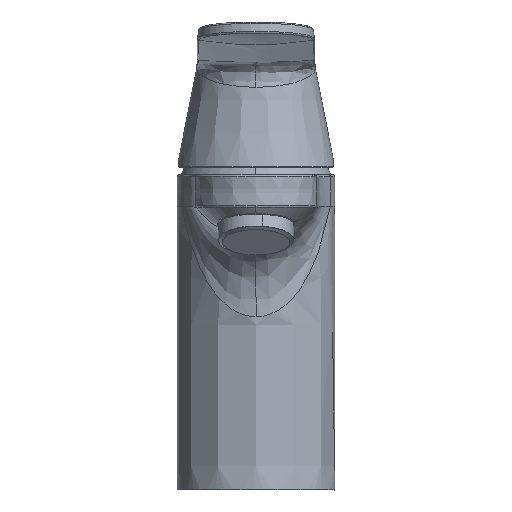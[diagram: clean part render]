
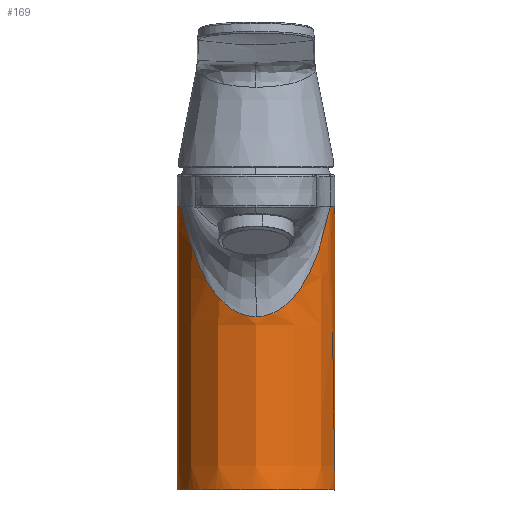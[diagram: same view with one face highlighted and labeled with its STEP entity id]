
A CAD part, left-side view. The second image highlights one B-rep face of the part: STEP entity #169.
In plain terms, the highlighted face is a extrusion surface.
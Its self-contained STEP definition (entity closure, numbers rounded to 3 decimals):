
#18=SURFACE_OF_LINEAR_EXTRUSION('',#1008,#278);
#169=ADVANCED_FACE('extract',(#248),#18,.T.);
#248=FACE_OUTER_BOUND('',#1196,.T.);
#278=VECTOR('',#6723,90.005);
#279=VECTOR('',#6764,90.005);
#280=VECTOR('',#6765,90.005);
#300=LINE('',#6481,#279);
#301=LINE('',#6496,#280);
#647=ORIENTED_EDGE('',*,*,#852,.F.);
#648=ORIENTED_EDGE('',*,*,#853,.T.);
#649=ORIENTED_EDGE('',*,*,#854,.F.);
#650=ORIENTED_EDGE('',*,*,#841,.T.);
#651=ORIENTED_EDGE('',*,*,#840,.T.);
#652=ORIENTED_EDGE('',*,*,#838,.T.);
#653=ORIENTED_EDGE('',*,*,#851,.T.);
#838=EDGE_CURVE('163',#1111,#1110,#997,.T.);
#840=EDGE_CURVE('165',#1099,#1111,#999,.T.);
#841=EDGE_CURVE('166',#1112,#1099,#1001,.T.);
#851=EDGE_CURVE('176',#1110,#1117,#1007,.T.);
#852=EDGE_CURVE('177',#1118,#1117,#300,.T.);
#853=EDGE_CURVE('178',#1118,#1119,#1009,.T.);
#854=EDGE_CURVE('179',#1112,#1119,#301,.T.);
#997=B_SPLINE_CURVE_WITH_KNOTS('',3,(#6074,#6075,#6076,#6077,#6078,#6079,#6080,#6081,#6082,#6083,#6084,#6085,#6086,#6087,#6088,#6089,#6090,#6091,#6092,#6093,#6094,#6095,#6096,#6097,#6098,#5794),.UNSPECIFIED.,.F.,.U.,(4,1,1,1,1,1,1,1,1,1,1,1,1,1,1,1,1,1,1,1,1,1,1,4),(0.,0.009,0.018,0.027,0.036,0.059,0.082,0.104,0.125,0.147,0.194,0.241,0.316,0.391,0.476,0.562,0.616,0.671,0.725,0.78,0.835,0.89,0.945,1.),.UNSPECIFIED.);
#999=B_SPLINE_CURVE_WITH_KNOTS('',3,(#5264,#6362,#6363,#6364,#6365,#6366,#6367,#6368,#6369,#6370,#6371,#6372,#6373,#6374,#6375,#6376,#6377,#6378,#6379,#6380,#6381,#6382,#6383,#6384,#6385,#6386,#6387,#6388,#6074),.UNSPECIFIED.,.F.,.U.,(4,1,1,1,1,1,1,1,1,1,1,1,1,1,1,1,1,1,1,1,1,1,1,1,1,1,4),(0.,0.03,0.059,0.089,0.119,0.148,0.178,0.207,0.237,0.266,0.296,0.326,0.355,0.385,0.415,0.444,0.474,0.567,0.661,0.748,0.836,0.878,0.919,0.946,0.973,0.987,1.),.UNSPECIFIED.);
#1001=B_SPLINE_CURVE_WITH_KNOTS('',3,(#6393,#6394,#6395,#6396,#6397,#5264),.UNSPECIFIED.,.F.,.U.,(4,1,1,4),(0.,0.229,0.64,1.),.UNSPECIFIED.);
#1007=B_SPLINE_CURVE_WITH_KNOTS('',3,(#5794,#6461,#6462,#6463,#6464,#6459),.UNSPECIFIED.,.F.,.U.,(4,1,1,4),(0.,0.36,0.771,1.),.UNSPECIFIED.);
#1008=B_SPLINE_CURVE_WITH_KNOTS('',3,(#6465,#6466,#6467,#6468,#6469,#6470,#6471,#6472,#6473,#6474,#6475,#6476,#6477,#6478,#6479),.UNSPECIFIED.,.F.,.U.,(4,1,1,1,1,1,1,1,1,1,1,1,4),(0.,0.023,0.065,0.187,0.26,0.338,0.5,0.662,0.74,0.813,0.935,0.977,1.),.UNSPECIFIED.);
#1009=B_SPLINE_CURVE_WITH_KNOTS('',3,(#6480,#6483,#6484,#6485,#6486,#6487,#6488,#6489,#6490,#6491,#6492,#6493,#6494,#6495,#6482),.UNSPECIFIED.,.F.,.U.,(4,1,1,1,1,1,1,1,1,1,1,1,4),(0.,0.023,0.065,0.187,0.26,0.338,0.5,0.662,0.74,0.813,0.935,0.977,1.),.UNSPECIFIED.);
#1099=VERTEX_POINT('87',#5264);
#1110=VERTEX_POINT('98',#5794);
#1111=VERTEX_POINT('99',#6073);
#1112=VERTEX_POINT('100',#6393);
#1117=VERTEX_POINT('105',#6459);
#1118=VERTEX_POINT('106',#6480);
#1119=VERTEX_POINT('107',#6482);
#1196=EDGE_LOOP('',(#647,#648,#649,#650,#651,#652,#653));
#5264=CARTESIAN_POINT('',(-8.615,-23.602,90.005));
#5794=CARTESIAN_POINT('',(-8.615,23.602,90.005));
#6073=CARTESIAN_POINT('',(-24.997,0.,55.));
#6074=CARTESIAN_POINT('',(-24.997,0.,55.));
#6075=CARTESIAN_POINT('',(-24.996,0.139,55.001));
#6076=CARTESIAN_POINT('',(-24.995,0.433,55.005));
#6077=CARTESIAN_POINT('',(-24.983,0.874,55.025));
#6078=CARTESIAN_POINT('',(-24.964,1.322,55.066));
#6079=CARTESIAN_POINT('',(-24.924,1.978,55.152));
#6080=CARTESIAN_POINT('',(-24.846,2.846,55.308));
#6081=CARTESIAN_POINT('',(-24.709,3.884,55.594));
#6082=CARTESIAN_POINT('',(-24.538,4.874,55.944));
#6083=CARTESIAN_POINT('',(-24.341,5.809,56.359));
#6084=CARTESIAN_POINT('',(-24.026,7.068,57.014));
#6085=CARTESIAN_POINT('',(-23.555,8.58,58.01));
#6086=CARTESIAN_POINT('',(-22.763,10.591,59.688));
#6087=CARTESIAN_POINT('',(-21.726,12.646,61.908));
#6088=CARTESIAN_POINT('',(-20.384,14.741,64.795));
#6089=CARTESIAN_POINT('',(-18.917,16.597,67.989));
#6090=CARTESIAN_POINT('',(-17.529,18.042,71.027));
#6091=CARTESIAN_POINT('',(-16.315,19.134,73.709));
#6092=CARTESIAN_POINT('',(-15.292,19.96,76.001));
#6093=CARTESIAN_POINT('',(-14.244,20.719,78.313));
#6094=CARTESIAN_POINT('',(-13.153,21.425,80.628));
#6095=CARTESIAN_POINT('',(-12.034,22.071,82.954));
#6096=CARTESIAN_POINT('',(-10.9,22.65,85.29));
#6097=CARTESIAN_POINT('',(-9.757,23.168,87.638));
#6098=CARTESIAN_POINT('',(-8.996,23.457,89.215));
#6362=CARTESIAN_POINT('',(-8.82,-23.526,89.578));
#6363=CARTESIAN_POINT('',(-9.228,-23.374,88.725));
#6364=CARTESIAN_POINT('',(-9.844,-23.12,87.452));
#6365=CARTESIAN_POINT('',(-10.46,-22.849,86.185));
#6366=CARTESIAN_POINT('',(-11.076,-22.557,84.923));
#6367=CARTESIAN_POINT('',(-11.688,-22.247,83.665));
#6368=CARTESIAN_POINT('',(-12.296,-21.918,82.411));
#6369=CARTESIAN_POINT('',(-12.898,-21.57,81.158));
#6370=CARTESIAN_POINT('',(-13.493,-21.205,79.907));
#6371=CARTESIAN_POINT('',(-14.078,-20.822,78.657));
#6372=CARTESIAN_POINT('',(-14.654,-20.422,77.406));
#6373=CARTESIAN_POINT('',(-15.22,-20.005,76.157));
#6374=CARTESIAN_POINT('',(-15.779,-19.567,74.911));
#6375=CARTESIAN_POINT('',(-16.335,-19.106,73.672));
#6376=CARTESIAN_POINT('',(-16.888,-18.619,72.442));
#6377=CARTESIAN_POINT('',(-17.441,-18.102,71.224));
#6378=CARTESIAN_POINT('',(-18.385,-17.161,69.151));
#6379=CARTESIAN_POINT('',(-19.701,-15.667,66.275));
#6380=CARTESIAN_POINT('',(-21.303,-13.388,62.814));
#6381=CARTESIAN_POINT('',(-22.751,-10.698,59.709));
#6382=CARTESIAN_POINT('',(-23.759,-8.063,57.579));
#6383=CARTESIAN_POINT('',(-24.381,-5.703,56.276));
#6384=CARTESIAN_POINT('',(-24.69,-4.069,55.629));
#6385=CARTESIAN_POINT('',(-24.877,-2.586,55.243));
#6386=CARTESIAN_POINT('',(-24.959,-1.504,55.075));
#6387=CARTESIAN_POINT('',(-24.992,-0.639,55.011));
#6388=CARTESIAN_POINT('',(-24.995,-0.207,55.004));
#6393=CARTESIAN_POINT('',(-1.,-24.996,90.005));
#6394=CARTESIAN_POINT('',(-1.592,-25.,90.005));
#6395=CARTESIAN_POINT('',(-3.251,-24.946,90.005));
#6396=CARTESIAN_POINT('',(-5.81,-24.506,90.005));
#6397=CARTESIAN_POINT('',(-7.734,-23.924,90.005));
#6459=CARTESIAN_POINT('',(-1.,24.996,90.005));
#6461=CARTESIAN_POINT('',(-7.734,23.924,90.005));
#6462=CARTESIAN_POINT('',(-5.81,24.506,90.005));
#6463=CARTESIAN_POINT('',(-3.251,24.946,90.005));
#6464=CARTESIAN_POINT('',(-1.592,25.,90.005));
#6465=CARTESIAN_POINT('',(-0.986,-24.996,90.005));
#6466=CARTESIAN_POINT('',(-1.582,-25.001,90.005));
#6467=CARTESIAN_POINT('',(-3.246,-24.947,90.005));
#6468=CARTESIAN_POINT('',(-7.963,-24.136,90.005));
#6469=CARTESIAN_POINT('',(-13.616,-21.575,90.005));
#6470=CARTESIAN_POINT('',(-18.867,-16.942,90.005));
#6471=CARTESIAN_POINT('',(-23.481,-10.359,90.005));
#6472=CARTESIAN_POINT('',(-26.021,0.,90.005));
#6473=CARTESIAN_POINT('',(-23.481,10.359,90.005));
#6474=CARTESIAN_POINT('',(-18.867,16.942,90.005));
#6475=CARTESIAN_POINT('',(-13.616,21.575,90.005));
#6476=CARTESIAN_POINT('',(-7.963,24.136,90.005));
#6477=CARTESIAN_POINT('',(-3.246,24.947,90.005));
#6478=CARTESIAN_POINT('',(-1.582,25.001,90.005));
#6479=CARTESIAN_POINT('',(-0.986,24.996,90.005));
#6480=CARTESIAN_POINT('',(-1.,24.996,0.));
#6481=CARTESIAN_POINT('',(-1.,24.996,0.));
#6482=CARTESIAN_POINT('',(-1.,-24.996,0.));
#6483=CARTESIAN_POINT('',(-1.592,25.,0.));
#6484=CARTESIAN_POINT('',(-3.251,24.946,0.));
#6485=CARTESIAN_POINT('',(-7.963,24.136,0.));
#6486=CARTESIAN_POINT('',(-13.616,21.575,0.));
#6487=CARTESIAN_POINT('',(-18.867,16.942,0.));
#6488=CARTESIAN_POINT('',(-23.481,10.359,0.));
#6489=CARTESIAN_POINT('',(-26.021,0.,0.));
#6490=CARTESIAN_POINT('',(-23.481,-10.359,0.));
#6491=CARTESIAN_POINT('',(-18.867,-16.942,0.));
#6492=CARTESIAN_POINT('',(-13.616,-21.575,0.));
#6493=CARTESIAN_POINT('',(-7.963,-24.136,0.));
#6494=CARTESIAN_POINT('',(-3.251,-24.946,0.));
#6495=CARTESIAN_POINT('',(-1.592,-25.,0.));
#6496=CARTESIAN_POINT('',(-1.,-24.996,90.005));
#6723=DIRECTION('',(0.,0.,-1.));
#6764=DIRECTION('',(0.,0.,1.));
#6765=DIRECTION('',(0.,0.,-1.));
